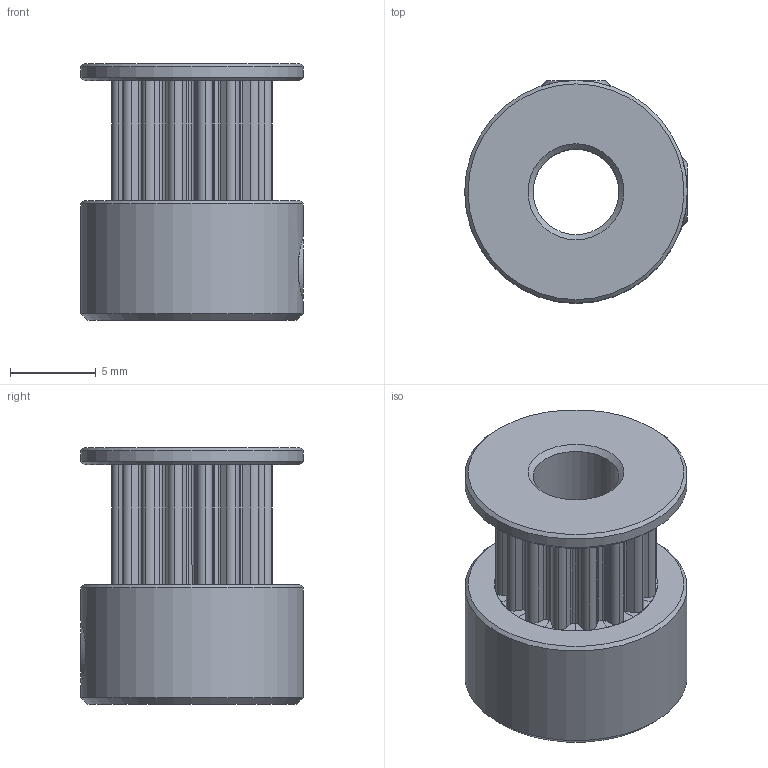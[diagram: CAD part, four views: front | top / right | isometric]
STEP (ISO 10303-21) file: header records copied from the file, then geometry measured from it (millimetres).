
FILE_DESCRIPTION(('FreeCAD Model'),'2;1');
FILE_NAME('Pulley_GT2-6mm-16T_bore_5.step', '2019-10-20T09:03:14',('Sisil Galog'),(''), 'Open CASCADE STEP processor 7.3','FreeCAD','Unknown');
FILE_SCHEMA(('CONFIG_CONTROL_DESIGN','SHAPE_APPEARANCE_LAYER_MIM'));
Length unit declared in the file: millimetre
Products named in the file (1): Pulley_GT2-6mm-16T_bore_5_001
Bounding box: 13 x 13 x 15 mm (x, y, z)
Volume: 1197.9 mm3; surface area: 1392.8 mm2
Topology: 3 solids, 3 shells, 221 faces, 527 edges, 314 vertices
Faces by surface type: plane 118, cylinder 89, cone 10, bspline 4
Full cylindrical faces by diameter (mm): 3.3 x2, 4 x2, 5 x1, 9.5 x2, 13 x2
Entity records: 16587 total; most frequent: CARTESIAN_POINT 5063, DIRECTION 1717, ORIENTED_EDGE 1054, PCURVE 1054, DEFINITIONAL_REPRESENTATION 1054, LINE 617, VECTOR 617, EDGE_CURVE 527
